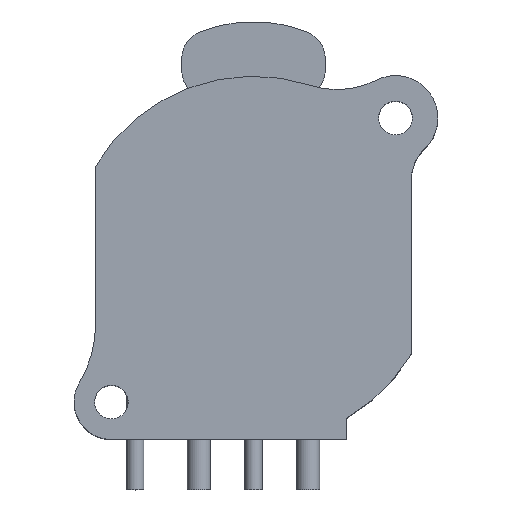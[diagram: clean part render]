
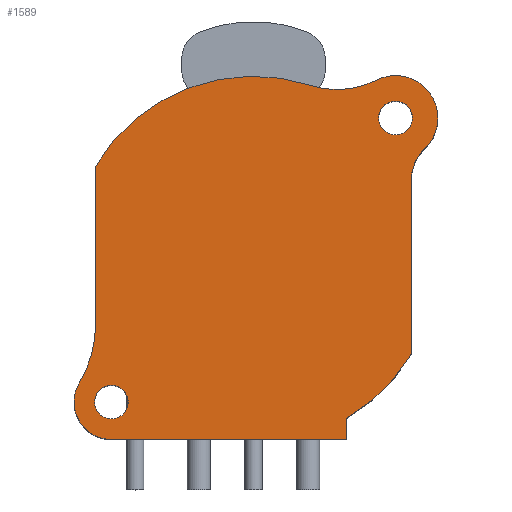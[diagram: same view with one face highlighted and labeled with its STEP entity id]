
A CAD part, top view. The second image highlights one B-rep face of the part: STEP entity #1589.
In plain terms, the highlighted planar face has unit normal (0, 0, 1).
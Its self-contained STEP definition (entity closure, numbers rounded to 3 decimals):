
#4 = LINE ( 'NONE', #723, #951 ) ;
#12 = CARTESIAN_POINT ( 'NONE',  ( -9.9, -9.9, 19.5 ) ) ;
#17 = VERTEX_POINT ( 'NONE', #478 ) ;
#51 = CIRCLE ( 'NONE', #120, 6. ) ;
#65 = DIRECTION ( 'NONE',  ( 1., 0., 0. ) ) ;
#94 = EDGE_CURVE ( 'NONE', #1260, #17, #611, .T. ) ;
#97 = CARTESIAN_POINT ( 'NONE',  ( 11., 5.588, 19.5 ) ) ;
#100 = CARTESIAN_POINT ( 'NONE',  ( 14., 5.588, 19.5 ) ) ;
#120 = AXIS2_PLACEMENT_3D ( 'NONE', #673, #1781, #1570 ) ;
#131 = EDGE_CURVE ( 'NONE', #587, #1081, #1571, .T. ) ;
#148 = ORIENTED_EDGE ( 'NONE', *, *, #701, .T. ) ;
#166 = DIRECTION ( 'NONE',  ( 0., 0., -1. ) ) ;
#189 = EDGE_LOOP ( 'NONE', ( #466, #1234 ) ) ;
#202 = EDGE_CURVE ( 'NONE', #1081, #1972, #373, .T. ) ;
#210 = CARTESIAN_POINT ( 'NONE',  ( -9.9, -9.9, 19.5 ) ) ;
#234 = VERTEX_POINT ( 'NONE', #97 ) ;
#236 = ORIENTED_EDGE ( 'NONE', *, *, #1478, .T. ) ;
#237 = DIRECTION ( 'NONE',  ( 1., 0., 0. ) ) ;
#255 = AXIS2_PLACEMENT_3D ( 'NONE', #628, #2027, #1902 ) ;
#259 = DIRECTION ( 'NONE',  ( 0.689, -0.725, 0. ) ) ;
#260 = AXIS2_PLACEMENT_3D ( 'NONE', #1443, #1922, #1189 ) ;
#278 = DIRECTION ( 'NONE',  ( 0., 0., -1. ) ) ;
#290 = VERTEX_POINT ( 'NONE', #1948 ) ;
#318 = EDGE_LOOP ( 'NONE', ( #1607, #148, #1531, #1838, #355, #1366, #1803, #1332, #1474, #236, #1697, #1176 ) ) ;
#332 = CARTESIAN_POINT ( 'NONE',  ( -19., -4.464, 19.5 ) ) ;
#354 = LINE ( 'NONE', #2015, #362 ) ;
#355 = ORIENTED_EDGE ( 'NONE', *, *, #880, .T. ) ;
#362 = VECTOR ( 'NONE', #780, 1000. ) ;
#368 = CARTESIAN_POINT ( 'NONE',  ( 0., 0., 19.5 ) ) ;
#373 = CIRCLE ( 'NONE', #2297, 8. ) ;
#399 = EDGE_CURVE ( 'NONE', #2307, #2228, #1296, .T. ) ;
#409 = DIRECTION ( 'NONE',  ( -1., 0., 0. ) ) ;
#410 = VERTEX_POINT ( 'NONE', #1673 ) ;
#425 = CIRCLE ( 'NONE', #2226, 1.175 ) ;
#464 = CIRCLE ( 'NONE', #1808, 12.8 ) ;
#466 = ORIENTED_EDGE ( 'NONE', *, *, #906, .T. ) ;
#478 = CARTESIAN_POINT ( 'NONE',  ( 8.559, 12.528, 19.5 ) ) ;
#482 = CARTESIAN_POINT ( 'NONE',  ( -9.9, -12.5, 19.5 ) ) ;
#489 = CARTESIAN_POINT ( 'NONE',  ( 6.5, -12.5, 19.5 ) ) ;
#499 = CARTESIAN_POINT ( 'NONE',  ( -11., 6.545, 19.5 ) ) ;
#510 = DIRECTION ( 'NONE',  ( 0., 0., -1. ) ) ;
#587 = VERTEX_POINT ( 'NONE', #1169 ) ;
#597 = ORIENTED_EDGE ( 'NONE', *, *, #2122, .T. ) ;
#611 = CIRCLE ( 'NONE', #1800, 2.95 ) ;
#623 = CARTESIAN_POINT ( 'NONE',  ( 8.725, 9.9, 19.5 ) ) ;
#628 = CARTESIAN_POINT ( 'NONE',  ( -9.9, -9.9, 19.5 ) ) ;
#635 = DIRECTION ( 'NONE',  ( 0.508, -0.861, 0. ) ) ;
#673 = CARTESIAN_POINT ( 'NONE',  ( 5.833, 17.872, 19.5 ) ) ;
#677 = DIRECTION ( 'NONE',  ( 0., 0., 1. ) ) ;
#694 = VERTEX_POINT ( 'NONE', #1473 ) ;
#701 = EDGE_CURVE ( 'NONE', #1972, #2307, #1099, .T. ) ;
#706 = FACE_BOUND ( 'NONE', #189, .T. ) ;
#709 = CARTESIAN_POINT ( 'NONE',  ( 9.9, 9.9, 19.5 ) ) ;
#720 = DIRECTION ( 'NONE',  ( 1., 0., 0. ) ) ;
#723 = CARTESIAN_POINT ( 'NONE',  ( 6.5, -12.5, 19.5 ) ) ;
#730 = AXIS2_PLACEMENT_3D ( 'NONE', #12, #754, #2197 ) ;
#738 = ORIENTED_EDGE ( 'NONE', *, *, #1605, .T. ) ;
#754 = DIRECTION ( 'NONE',  ( 0., 0., 1. ) ) ;
#770 = CARTESIAN_POINT ( 'NONE',  ( -12.132, -8.567, 19.5 ) ) ;
#777 = CARTESIAN_POINT ( 'NONE',  ( -9.9, -12.5, 19.5 ) ) ;
#780 = DIRECTION ( 'NONE',  ( 0., 1., 0. ) ) ;
#815 = CARTESIAN_POINT ( 'NONE',  ( 0., 0., 19.5 ) ) ;
#821 = DIRECTION ( 'NONE',  ( -1., 0., 0. ) ) ;
#877 = CIRCLE ( 'NONE', #1057, 1.175 ) ;
#880 = EDGE_CURVE ( 'NONE', #694, #410, #1703, .T. ) ;
#906 = EDGE_CURVE ( 'NONE', #2317, #1671, #877, .T. ) ;
#908 = DIRECTION ( 'NONE',  ( 0., 0., 1. ) ) ;
#951 = VECTOR ( 'NONE', #2126, 1000. ) ;
#983 = CARTESIAN_POINT ( 'NONE',  ( -11.075, -9.9, 19.5 ) ) ;
#1013 = VECTOR ( 'NONE', #2137, 1000. ) ;
#1042 = EDGE_CURVE ( 'NONE', #2228, #694, #4, .T. ) ;
#1043 = CARTESIAN_POINT ( 'NONE',  ( 3.971, 12.168, 19.5 ) ) ;
#1057 = AXIS2_PLACEMENT_3D ( 'NONE', #709, #510, #1067 ) ;
#1067 = DIRECTION ( 'NONE',  ( -1., 0., 0. ) ) ;
#1081 = VERTEX_POINT ( 'NONE', #1624 ) ;
#1083 = VERTEX_POINT ( 'NONE', #1043 ) ;
#1092 = PLANE ( 'NONE',  #2267 ) ;
#1099 = CIRCLE ( 'NONE', #730, 2.6 ) ;
#1115 = DIRECTION ( 'NONE',  ( 0., 0., -1. ) ) ;
#1118 = CARTESIAN_POINT ( 'NONE',  ( 12.85, 9.9, 19.5 ) ) ;
#1125 = FACE_BOUND ( 'NONE', #1634, .T. ) ;
#1133 = VECTOR ( 'NONE', #237, 1000. ) ;
#1154 = DIRECTION ( 'NONE',  ( 0., 0., 1. ) ) ;
#1169 = CARTESIAN_POINT ( 'NONE',  ( -11., 6.545, 19.5 ) ) ;
#1176 = ORIENTED_EDGE ( 'NONE', *, *, #131, .T. ) ;
#1189 = DIRECTION ( 'NONE',  ( 0.689, -0.725, 0. ) ) ;
#1234 = ORIENTED_EDGE ( 'NONE', *, *, #1806, .T. ) ;
#1239 = DIRECTION ( 'NONE',  ( 0., 0., 1. ) ) ;
#1250 = CIRCLE ( 'NONE', #1920, 3. ) ;
#1260 = VERTEX_POINT ( 'NONE', #1118 ) ;
#1264 = CARTESIAN_POINT ( 'NONE',  ( 11.933, 7.762, 19.5 ) ) ;
#1281 = CIRCLE ( 'NONE', #260, 2.95 ) ;
#1296 = LINE ( 'NONE', #777, #1133 ) ;
#1321 = VERTEX_POINT ( 'NONE', #983 ) ;
#1332 = ORIENTED_EDGE ( 'NONE', *, *, #2314, .T. ) ;
#1333 = CARTESIAN_POINT ( 'NONE',  ( 9.9, 9.9, 19.5 ) ) ;
#1366 = ORIENTED_EDGE ( 'NONE', *, *, #2066, .T. ) ;
#1372 = DIRECTION ( 'NONE',  ( 1., 0., 0. ) ) ;
#1443 = CARTESIAN_POINT ( 'NONE',  ( 9.9, 9.9, 19.5 ) ) ;
#1457 = CIRCLE ( 'NONE', #255, 1.175 ) ;
#1473 = CARTESIAN_POINT ( 'NONE',  ( 6.5, -11.027, 19.5 ) ) ;
#1474 = ORIENTED_EDGE ( 'NONE', *, *, #94, .T. ) ;
#1478 = EDGE_CURVE ( 'NONE', #17, #1083, #51, .T. ) ;
#1531 = ORIENTED_EDGE ( 'NONE', *, *, #399, .T. ) ;
#1550 = DIRECTION ( 'NONE',  ( 0., 0., -1. ) ) ;
#1570 = DIRECTION ( 'NONE',  ( 0.454, -0.891, 0. ) ) ;
#1571 = LINE ( 'NONE', #499, #1013 ) ;
#1589 = ADVANCED_FACE ( 'NONE', ( #706, #1125, #1809 ), #1092, .T. ) ;
#1605 = EDGE_CURVE ( 'NONE', #1321, #290, #425, .T. ) ;
#1607 = ORIENTED_EDGE ( 'NONE', *, *, #202, .T. ) ;
#1620 = CARTESIAN_POINT ( 'NONE',  ( 11.075, 9.9, 19.5 ) ) ;
#1624 = CARTESIAN_POINT ( 'NONE',  ( -11., -4.464, 19.5 ) ) ;
#1634 = EDGE_LOOP ( 'NONE', ( #738, #597 ) ) ;
#1671 = VERTEX_POINT ( 'NONE', #1620 ) ;
#1673 = CARTESIAN_POINT ( 'NONE',  ( 11., -6.545, 19.5 ) ) ;
#1684 = CARTESIAN_POINT ( 'NONE',  ( 9.9, 9.9, 19.5 ) ) ;
#1697 = ORIENTED_EDGE ( 'NONE', *, *, #1895, .T. ) ;
#1703 = CIRCLE ( 'NONE', #2000, 12.8 ) ;
#1781 = DIRECTION ( 'NONE',  ( 0., 0., -1. ) ) ;
#1800 = AXIS2_PLACEMENT_3D ( 'NONE', #1684, #1154, #259 ) ;
#1803 = ORIENTED_EDGE ( 'NONE', *, *, #1863, .T. ) ;
#1806 = EDGE_CURVE ( 'NONE', #1671, #2317, #2190, .T. ) ;
#1808 = AXIS2_PLACEMENT_3D ( 'NONE', #2316, #1239, #2147 ) ;
#1809 = FACE_OUTER_BOUND ( 'NONE', #318, .T. ) ;
#1838 = ORIENTED_EDGE ( 'NONE', *, *, #1042, .T. ) ;
#1863 = EDGE_CURVE ( 'NONE', #234, #2215, #1250, .T. ) ;
#1895 = EDGE_CURVE ( 'NONE', #1083, #587, #464, .T. ) ;
#1902 = DIRECTION ( 'NONE',  ( 1., 0., 0. ) ) ;
#1920 = AXIS2_PLACEMENT_3D ( 'NONE', #100, #278, #821 ) ;
#1922 = DIRECTION ( 'NONE',  ( 0., 0., 1. ) ) ;
#1948 = CARTESIAN_POINT ( 'NONE',  ( -8.725, -9.9, 19.5 ) ) ;
#1972 = VERTEX_POINT ( 'NONE', #770 ) ;
#2000 = AXIS2_PLACEMENT_3D ( 'NONE', #815, #677, #635 ) ;
#2015 = CARTESIAN_POINT ( 'NONE',  ( 11., -6.545, 19.5 ) ) ;
#2027 = DIRECTION ( 'NONE',  ( 0., 0., -1. ) ) ;
#2066 = EDGE_CURVE ( 'NONE', #410, #234, #354, .T. ) ;
#2079 = AXIS2_PLACEMENT_3D ( 'NONE', #1333, #1550, #1372 ) ;
#2122 = EDGE_CURVE ( 'NONE', #290, #1321, #1457, .T. ) ;
#2126 = DIRECTION ( 'NONE',  ( 0., 1., 0. ) ) ;
#2137 = DIRECTION ( 'NONE',  ( 0., -1., 0. ) ) ;
#2147 = DIRECTION ( 'NONE',  ( 0.31, 0.951, 0. ) ) ;
#2190 = CIRCLE ( 'NONE', #2079, 1.175 ) ;
#2197 = DIRECTION ( 'NONE',  ( -0.858, 0.513, 0. ) ) ;
#2215 = VERTEX_POINT ( 'NONE', #1264 ) ;
#2226 = AXIS2_PLACEMENT_3D ( 'NONE', #210, #1115, #409 ) ;
#2228 = VERTEX_POINT ( 'NONE', #489 ) ;
#2267 = AXIS2_PLACEMENT_3D ( 'NONE', #368, #908, #65 ) ;
#2297 = AXIS2_PLACEMENT_3D ( 'NONE', #332, #166, #720 ) ;
#2307 = VERTEX_POINT ( 'NONE', #482 ) ;
#2314 = EDGE_CURVE ( 'NONE', #2215, #1260, #1281, .T. ) ;
#2316 = CARTESIAN_POINT ( 'NONE',  ( 0., 0., 19.5 ) ) ;
#2317 = VERTEX_POINT ( 'NONE', #623 ) ;
